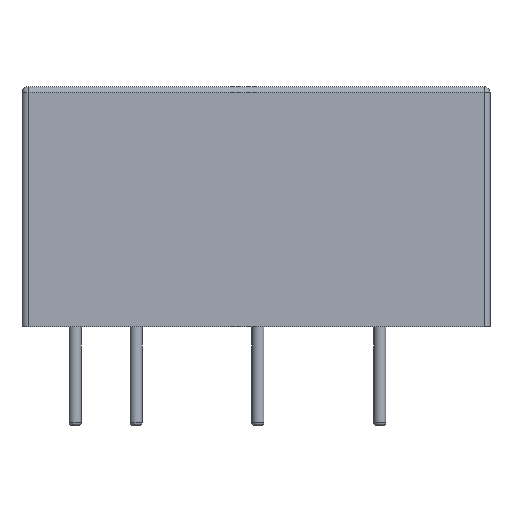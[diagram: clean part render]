
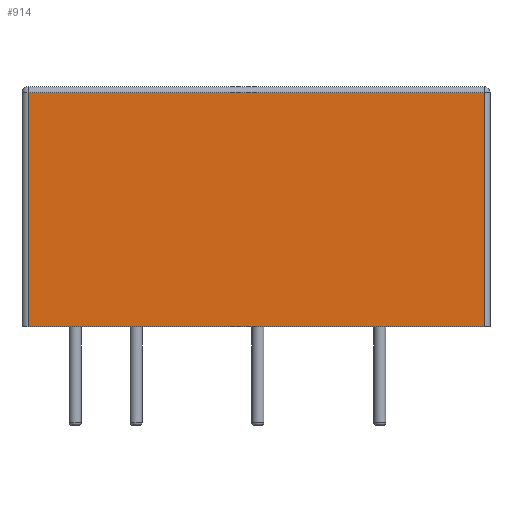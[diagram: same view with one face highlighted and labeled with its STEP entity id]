
A CAD part, left-side view. The second image highlights one B-rep face of the part: STEP entity #914.
In plain terms, the highlighted planar face has unit normal (-1, 0, 0).
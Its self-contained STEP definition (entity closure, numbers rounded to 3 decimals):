
#43 = PLANE('',#44);
#44 = AXIS2_PLACEMENT_3D('',#45,#46,#47);
#45 = CARTESIAN_POINT('',(-2.6,-7.54,0.1));
#46 = DIRECTION('',(0.,0.,-1.));
#47 = DIRECTION('',(-1.,0.,0.));
#205 = VERTEX_POINT('',#206);
#206 = CARTESIAN_POINT('',(-6.1,-17.04,0.1));
#221 = CYLINDRICAL_SURFACE('',#222,0.25);
#222 = AXIS2_PLACEMENT_3D('',#223,#224,#225);
#223 = CARTESIAN_POINT('',(-5.85,-17.04,0.1));
#224 = DIRECTION('',(0.,0.,1.));
#225 = DIRECTION('',(0.,-1.,0.));
#233 = EDGE_CURVE('',#205,#234,#236,.T.);
#234 = VERTEX_POINT('',#235);
#235 = CARTESIAN_POINT('',(-6.1,1.96,0.1));
#236 = SURFACE_CURVE('',#237,(#241,#248),.PCURVE_S1.);
#237 = LINE('',#238,#239);
#238 = CARTESIAN_POINT('',(-6.1,-17.29,0.1));
#239 = VECTOR('',#240,1.);
#240 = DIRECTION('',(0.,1.,0.));
#241 = PCURVE('',#43,#242);
#242 = DEFINITIONAL_REPRESENTATION('',(#243),#247);
#243 = LINE('',#244,#245);
#244 = CARTESIAN_POINT('',(3.5,-9.75));
#245 = VECTOR('',#246,1.);
#246 = DIRECTION('',(0.,1.));
#247 = ( GEOMETRIC_REPRESENTATION_CONTEXT(2)
PARAMETRIC_REPRESENTATION_CONTEXT() REPRESENTATION_CONTEXT('2D SPACE',''
) );
#248 = PCURVE('',#249,#254);
#249 = PLANE('',#250);
#250 = AXIS2_PLACEMENT_3D('',#251,#252,#253);
#251 = CARTESIAN_POINT('',(-6.1,-17.29,0.1));
#252 = DIRECTION('',(-1.,0.,0.));
#253 = DIRECTION('',(0.,1.,0.));
#254 = DEFINITIONAL_REPRESENTATION('',(#255),#259);
#255 = LINE('',#256,#257);
#256 = CARTESIAN_POINT('',(0.,0.));
#257 = VECTOR('',#258,1.);
#258 = DIRECTION('',(1.,0.));
#259 = ( GEOMETRIC_REPRESENTATION_CONTEXT(2)
PARAMETRIC_REPRESENTATION_CONTEXT() REPRESENTATION_CONTEXT('2D SPACE',''
) );
#278 = CYLINDRICAL_SURFACE('',#279,0.25);
#279 = AXIS2_PLACEMENT_3D('',#280,#281,#282);
#280 = CARTESIAN_POINT('',(-5.85,1.96,0.1));
#281 = DIRECTION('',(0.,0.,1.));
#282 = DIRECTION('',(-1.,0.,0.));
#808 = EDGE_CURVE('',#234,#809,#811,.T.);
#809 = VERTEX_POINT('',#810);
#810 = CARTESIAN_POINT('',(-6.1,1.96,9.85));
#811 = SURFACE_CURVE('',#812,(#816,#823),.PCURVE_S1.);
#812 = LINE('',#813,#814);
#813 = CARTESIAN_POINT('',(-6.1,1.96,0.1));
#814 = VECTOR('',#815,1.);
#815 = DIRECTION('',(0.,0.,1.));
#816 = PCURVE('',#278,#817);
#817 = DEFINITIONAL_REPRESENTATION('',(#818),#822);
#818 = LINE('',#819,#820);
#819 = CARTESIAN_POINT('',(-0.,0.));
#820 = VECTOR('',#821,1.);
#821 = DIRECTION('',(-0.,1.));
#822 = ( GEOMETRIC_REPRESENTATION_CONTEXT(2)
PARAMETRIC_REPRESENTATION_CONTEXT() REPRESENTATION_CONTEXT('2D SPACE',''
) );
#823 = PCURVE('',#249,#824);
#824 = DEFINITIONAL_REPRESENTATION('',(#825),#829);
#825 = LINE('',#826,#827);
#826 = CARTESIAN_POINT('',(19.25,0.));
#827 = VECTOR('',#828,1.);
#828 = DIRECTION('',(0.,-1.));
#829 = ( GEOMETRIC_REPRESENTATION_CONTEXT(2)
PARAMETRIC_REPRESENTATION_CONTEXT() REPRESENTATION_CONTEXT('2D SPACE',''
) );
#865 = EDGE_CURVE('',#205,#866,#868,.T.);
#866 = VERTEX_POINT('',#867);
#867 = CARTESIAN_POINT('',(-6.1,-17.04,9.85));
#868 = SURFACE_CURVE('',#869,(#873,#880),.PCURVE_S1.);
#869 = LINE('',#870,#871);
#870 = CARTESIAN_POINT('',(-6.1,-17.04,0.1));
#871 = VECTOR('',#872,1.);
#872 = DIRECTION('',(0.,0.,1.));
#873 = PCURVE('',#221,#874);
#874 = DEFINITIONAL_REPRESENTATION('',(#875),#879);
#875 = LINE('',#876,#877);
#876 = CARTESIAN_POINT('',(-1.571,0.));
#877 = VECTOR('',#878,1.);
#878 = DIRECTION('',(-0.,1.));
#879 = ( GEOMETRIC_REPRESENTATION_CONTEXT(2)
PARAMETRIC_REPRESENTATION_CONTEXT() REPRESENTATION_CONTEXT('2D SPACE',''
) );
#880 = PCURVE('',#249,#881);
#881 = DEFINITIONAL_REPRESENTATION('',(#882),#886);
#882 = LINE('',#883,#884);
#883 = CARTESIAN_POINT('',(0.25,0.));
#884 = VECTOR('',#885,1.);
#885 = DIRECTION('',(0.,-1.));
#886 = ( GEOMETRIC_REPRESENTATION_CONTEXT(2)
PARAMETRIC_REPRESENTATION_CONTEXT() REPRESENTATION_CONTEXT('2D SPACE',''
) );
#914 = ADVANCED_FACE('',(#915),#249,.T.);
#915 = FACE_BOUND('',#916,.T.);
#916 = EDGE_LOOP('',(#917,#918,#919,#920));
#917 = ORIENTED_EDGE('',*,*,#808,.F.);
#918 = ORIENTED_EDGE('',*,*,#233,.F.);
#919 = ORIENTED_EDGE('',*,*,#865,.T.);
#920 = ORIENTED_EDGE('',*,*,#921,.T.);
#921 = EDGE_CURVE('',#866,#809,#922,.T.);
#922 = SURFACE_CURVE('',#923,(#927,#934),.PCURVE_S1.);
#923 = LINE('',#924,#925);
#924 = CARTESIAN_POINT('',(-6.1,-17.04,9.85));
#925 = VECTOR('',#926,1.);
#926 = DIRECTION('',(0.,1.,0.));
#927 = PCURVE('',#249,#928);
#928 = DEFINITIONAL_REPRESENTATION('',(#929),#933);
#929 = LINE('',#930,#931);
#930 = CARTESIAN_POINT('',(0.25,-9.75));
#931 = VECTOR('',#932,1.);
#932 = DIRECTION('',(1.,0.));
#933 = ( GEOMETRIC_REPRESENTATION_CONTEXT(2)
PARAMETRIC_REPRESENTATION_CONTEXT() REPRESENTATION_CONTEXT('2D SPACE',''
) );
#934 = PCURVE('',#935,#940);
#935 = CYLINDRICAL_SURFACE('',#936,0.25);
#936 = AXIS2_PLACEMENT_3D('',#937,#938,#939);
#937 = CARTESIAN_POINT('',(-5.85,-17.04,9.85));
#938 = DIRECTION('',(0.,1.,0.));
#939 = DIRECTION('',(-1.,0.,0.));
#940 = DEFINITIONAL_REPRESENTATION('',(#941),#945);
#941 = LINE('',#942,#943);
#942 = CARTESIAN_POINT('',(0.,0.));
#943 = VECTOR('',#944,1.);
#944 = DIRECTION('',(0.,1.));
#945 = ( GEOMETRIC_REPRESENTATION_CONTEXT(2)
PARAMETRIC_REPRESENTATION_CONTEXT() REPRESENTATION_CONTEXT('2D SPACE',''
) );
